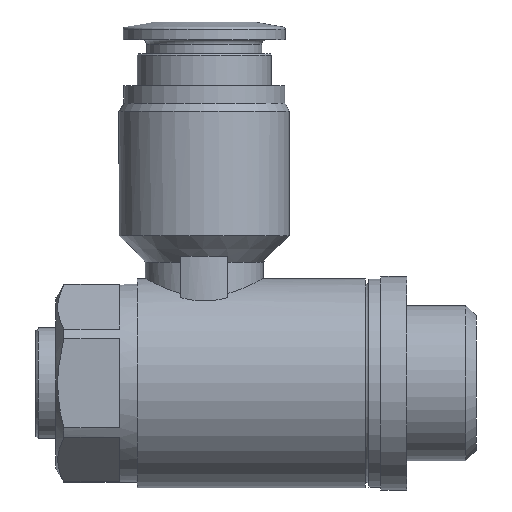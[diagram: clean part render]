
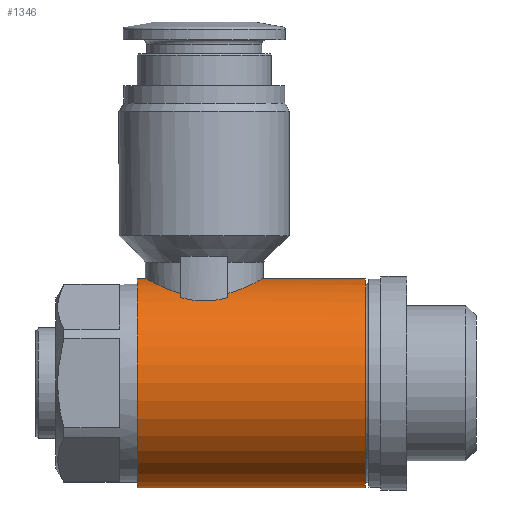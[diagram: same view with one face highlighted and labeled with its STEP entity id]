
A CAD part, left-side view. The second image highlights one B-rep face of the part: STEP entity #1346.
In plain terms, the highlighted cylindrical face has radius 8.9 mm (diameter 17.8 mm), a full revolution.
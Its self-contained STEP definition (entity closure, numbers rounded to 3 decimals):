
#129=CIRCLE('',#1420,8.9);
#130=CIRCLE('',#1421,8.9);
#131=CIRCLE('',#1422,8.9);
#132=CIRCLE('',#1423,8.9);
#133=CIRCLE('',#1424,8.9);
#134=CIRCLE('',#1425,8.9);
#193=ORIENTED_EDGE('',*,*,#417,.F.);
#194=ORIENTED_EDGE('',*,*,#418,.T.);
#195=ORIENTED_EDGE('',*,*,#419,.F.);
#196=ORIENTED_EDGE('',*,*,#420,.F.);
#197=ORIENTED_EDGE('',*,*,#421,.F.);
#198=ORIENTED_EDGE('',*,*,#422,.F.);
#199=ORIENTED_EDGE('',*,*,#423,.F.);
#200=ORIENTED_EDGE('',*,*,#424,.F.);
#201=ORIENTED_EDGE('',*,*,#425,.F.);
#202=ORIENTED_EDGE('',*,*,#426,.F.);
#417=EDGE_CURVE('',#529,#529,#129,.T.);
#418=EDGE_CURVE('',#530,#530,#130,.T.);
#419=EDGE_CURVE('',#531,#532,#131,.T.);
#420=EDGE_CURVE('',#533,#531,#616,.T.);
#421=EDGE_CURVE('',#534,#533,#132,.T.);
#422=EDGE_CURVE('',#535,#534,#617,.T.);
#423=EDGE_CURVE('',#536,#535,#133,.T.);
#424=EDGE_CURVE('',#537,#536,#618,.T.);
#425=EDGE_CURVE('',#538,#537,#134,.T.);
#426=EDGE_CURVE('',#532,#538,#619,.T.);
#529=VERTEX_POINT('',#1869);
#530=VERTEX_POINT('',#1871);
#531=VERTEX_POINT('',#1873);
#532=VERTEX_POINT('',#1874);
#533=VERTEX_POINT('',#1884);
#534=VERTEX_POINT('',#1886);
#535=VERTEX_POINT('',#1892);
#536=VERTEX_POINT('',#1894);
#537=VERTEX_POINT('',#1904);
#538=VERTEX_POINT('',#1906);
#616=B_SPLINE_CURVE_WITH_KNOTS('',3,(#1875,#1876,#1877,#1878,#1879,#1880,
#1881,#1882,#1883),.UNSPECIFIED.,.F.,.F.,(4,1,1,1,1,1,4),(0.018,
0.021,0.022,0.024,0.025,
0.027,0.03),.UNSPECIFIED.);
#617=B_SPLINE_CURVE_WITH_KNOTS('',3,(#1887,#1888,#1889,#1890,#1891),
 .UNSPECIFIED.,.F.,.F.,(4,1,4),(0.,0.002,0.004),
 .UNSPECIFIED.);
#618=B_SPLINE_CURVE_WITH_KNOTS('',3,(#1895,#1896,#1897,#1898,#1899,#1900,
#1901,#1902,#1903),.UNSPECIFIED.,.F.,.F.,(4,1,1,1,1,1,4),(0.002,
0.005,0.007,0.008,0.009,
0.011,0.014),.UNSPECIFIED.);
#619=B_SPLINE_CURVE_WITH_KNOTS('',3,(#1907,#1908,#1909,#1910,#1911),
 .UNSPECIFIED.,.F.,.F.,(4,1,4),(0.,0.002,0.004),
 .UNSPECIFIED.);
#636=EDGE_LOOP('',(#193));
#637=EDGE_LOOP('',(#194));
#638=EDGE_LOOP('',(#195,#196,#197,#198,#199,#200,#201,#202));
#746=FACE_BOUND('',#636,.T.);
#747=FACE_BOUND('',#637,.T.);
#748=FACE_BOUND('',#638,.T.);
#855=CYLINDRICAL_SURFACE('',#1419,8.9);
#1346=ADVANCED_FACE('',(#746,#747,#748),#855,.T.);
#1419=AXIS2_PLACEMENT_3D('',#1867,#1553,#1554);
#1420=AXIS2_PLACEMENT_3D('',#1868,#1555,#1556);
#1421=AXIS2_PLACEMENT_3D('',#1870,#1557,#1558);
#1422=AXIS2_PLACEMENT_3D('',#1872,#1559,#1560);
#1423=AXIS2_PLACEMENT_3D('',#1885,#1561,#1562);
#1424=AXIS2_PLACEMENT_3D('',#1893,#1563,#1564);
#1425=AXIS2_PLACEMENT_3D('',#1905,#1565,#1566);
#1553=DIRECTION('',(0.,-1.,0.));
#1554=DIRECTION('',(0.,0.,-1.));
#1555=DIRECTION('',(0.,-1.,0.));
#1556=DIRECTION('',(0.,0.,-1.));
#1557=DIRECTION('',(0.,-1.,0.));
#1558=DIRECTION('',(0.,0.,-1.));
#1559=DIRECTION('',(0.,-1.,0.));
#1560=DIRECTION('',(0.,0.,-1.));
#1561=DIRECTION('',(0.,-1.,0.));
#1562=DIRECTION('',(0.,0.,-1.));
#1563=DIRECTION('',(0.,1.,0.));
#1564=DIRECTION('',(0.,0.,1.));
#1565=DIRECTION('',(0.,1.,0.));
#1566=DIRECTION('',(0.,0.,1.));
#1867=CARTESIAN_POINT('',(0.,-23.1,0.));
#1868=CARTESIAN_POINT('',(0.,-13.7,0.));
#1869=CARTESIAN_POINT('',(0.,-13.7,-8.9));
#1870=CARTESIAN_POINT('',(0.,5.7,0.));
#1871=CARTESIAN_POINT('',(0.,5.7,-8.9));
#1872=CARTESIAN_POINT('',(0.,2.,0.));
#1873=CARTESIAN_POINT('',(-4.583,2.,7.63));
#1874=CARTESIAN_POINT('',(-5.123,2.,7.277));
#1875=CARTESIAN_POINT('',(4.583,2.,7.63));
#1876=CARTESIAN_POINT('',(4.195,2.887,7.862));
#1877=CARTESIAN_POINT('',(3.249,4.008,8.365));
#1878=CARTESIAN_POINT('',(1.495,4.847,8.813));
#1879=CARTESIAN_POINT('',(0.008,5.075,8.943));
#1880=CARTESIAN_POINT('',(-1.483,4.851,8.815));
#1881=CARTESIAN_POINT('',(-3.253,4.008,8.364));
#1882=CARTESIAN_POINT('',(-4.199,2.878,7.86));
#1883=CARTESIAN_POINT('',(-4.583,2.,7.63));
#1884=CARTESIAN_POINT('',(4.583,2.,7.63));
#1885=CARTESIAN_POINT('',(0.,2.,0.));
#1886=CARTESIAN_POINT('',(5.123,2.,7.277));
#1887=CARTESIAN_POINT('',(5.123,-2.,7.277));
#1888=CARTESIAN_POINT('',(5.368,-1.372,7.105));
#1889=CARTESIAN_POINT('',(5.631,-0.002,6.889));
#1890=CARTESIAN_POINT('',(5.369,1.372,7.105));
#1891=CARTESIAN_POINT('',(5.123,2.,7.277));
#1892=CARTESIAN_POINT('',(5.123,-2.,7.277));
#1893=CARTESIAN_POINT('',(0.,-2.,0.));
#1894=CARTESIAN_POINT('',(4.583,-2.,7.63));
#1895=CARTESIAN_POINT('',(-4.583,-2.,7.63));
#1896=CARTESIAN_POINT('',(-4.197,-2.883,7.861));
#1897=CARTESIAN_POINT('',(-3.248,-4.009,8.365));
#1898=CARTESIAN_POINT('',(-1.492,-4.848,8.813));
#1899=CARTESIAN_POINT('',(-0.008,-5.075,8.943));
#1900=CARTESIAN_POINT('',(1.484,-4.851,8.815));
#1901=CARTESIAN_POINT('',(3.254,-4.007,8.364));
#1902=CARTESIAN_POINT('',(4.199,-2.879,7.86));
#1903=CARTESIAN_POINT('',(4.583,-2.,7.63));
#1904=CARTESIAN_POINT('',(-4.583,-2.,7.63));
#1905=CARTESIAN_POINT('',(0.,-2.,0.));
#1906=CARTESIAN_POINT('',(-5.123,-2.,7.277));
#1907=CARTESIAN_POINT('',(-5.123,2.,7.277));
#1908=CARTESIAN_POINT('',(-5.368,1.372,7.105));
#1909=CARTESIAN_POINT('',(-5.631,0.002,6.889));
#1910=CARTESIAN_POINT('',(-5.369,-1.372,7.105));
#1911=CARTESIAN_POINT('',(-5.123,-2.,7.277));
